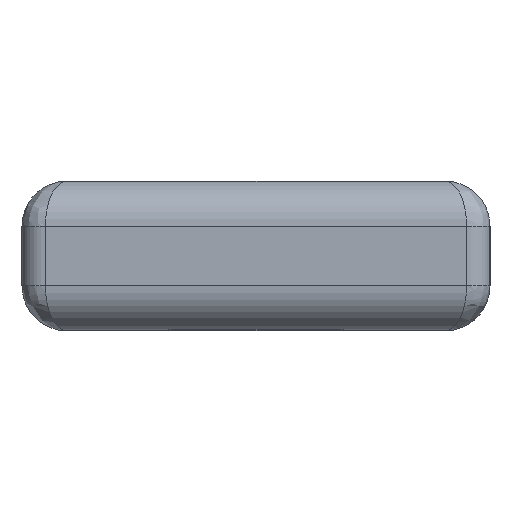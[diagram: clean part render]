
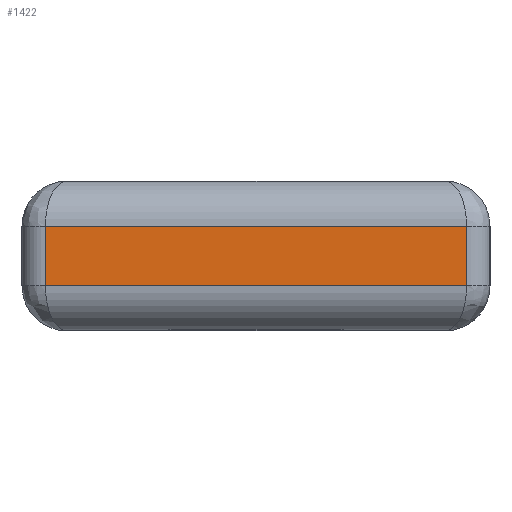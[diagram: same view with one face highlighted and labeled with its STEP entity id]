
A CAD part, left-side view. The second image highlights one B-rep face of the part: STEP entity #1422.
In plain terms, the highlighted planar face has unit normal (-1, 0, 0).
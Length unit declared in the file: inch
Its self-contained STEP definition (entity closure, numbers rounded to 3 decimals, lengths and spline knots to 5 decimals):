
#1422=ADVANCED_FACE('',(#3121),#2328,.T.);
#2328=PLANE('',#15457);
#3121=FACE_OUTER_BOUND('',#4041,.T.);
#4041=EDGE_LOOP('',(#5097,#5098,#5099,#5100));
#5097=ORIENTED_EDGE('',*,*,#11011,.T.);
#5098=ORIENTED_EDGE('',*,*,#11012,.T.);
#5099=ORIENTED_EDGE('',*,*,#11013,.T.);
#5100=ORIENTED_EDGE('',*,*,#11014,.T.);
#9627=VERTEX_POINT('',#22380);
#9628=VERTEX_POINT('',#22381);
#9629=VERTEX_POINT('',#22383);
#9630=VERTEX_POINT('',#22385);
#11011=EDGE_CURVE('',#9627,#9628,#13244,.T.);
#11012=EDGE_CURVE('',#9628,#9629,#13245,.T.);
#11013=EDGE_CURVE('',#9629,#9630,#13246,.T.);
#11014=EDGE_CURVE('',#9630,#9627,#13247,.T.);
#13244=LINE('',#22379,#14367);
#13245=LINE('',#22382,#14368);
#13246=LINE('',#22384,#14369);
#13247=LINE('',#22386,#14370);
#14367=VECTOR('',#17437,1.);
#14368=VECTOR('',#17438,1.);
#14369=VECTOR('',#17439,1.);
#14370=VECTOR('',#17440,1.);
#15457=AXIS2_PLACEMENT_3D('',#22387,#17441,#17442);
#17437=DIRECTION('',(0.,0.,-1.));
#17438=DIRECTION('',(0.,-1.,0.));
#17439=DIRECTION('',(0.,0.,1.));
#17440=DIRECTION('',(0.,1.,0.));
#17441=DIRECTION('',(-1.,0.,0.));
#17442=DIRECTION('',(0.,0.,1.));
#22379=CARTESIAN_POINT('',(0.,0.59375,0.));
#22380=CARTESIAN_POINT('',(0.,0.59375,0.14));
#22381=CARTESIAN_POINT('',(0.,0.59375,0.06));
#22382=CARTESIAN_POINT('',(0.,0.3125,0.06));
#22383=CARTESIAN_POINT('',(0.,0.03125,0.06));
#22384=CARTESIAN_POINT('',(0.,0.03125,0.));
#22385=CARTESIAN_POINT('',(0.,0.03125,0.14));
#22386=CARTESIAN_POINT('',(0.,0.3125,0.14));
#22387=CARTESIAN_POINT('',(0.,0.3125,0.));
